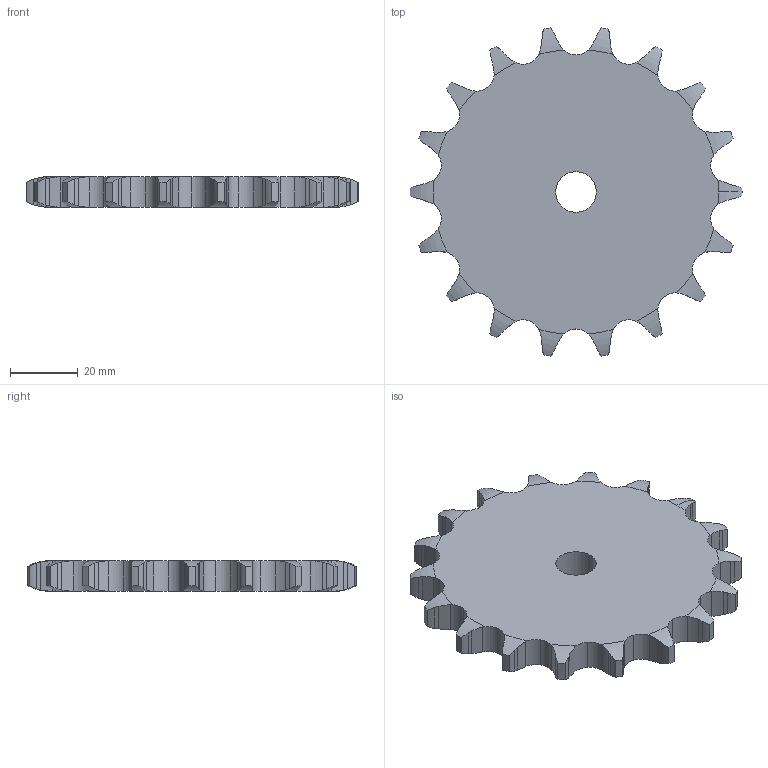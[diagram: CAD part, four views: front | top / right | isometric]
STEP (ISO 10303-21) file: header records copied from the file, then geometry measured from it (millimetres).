
FILE_DESCRIPTION(('FreeCAD Model'),'2;1');
FILE_NAME('Open CASCADE Shape Model','2022-03-13T09:04:24',('FreeCAD'),( 'FreeCAD'),'Open CASCADE STEP processor 7.5','FreeCAD','Unknown');
FILE_SCHEMA(('AUTOMOTIVE_DESIGN { 1 0 10303 214 1 1 1 1 }'));
Length unit declared in the file: millimetre
Products named in the file (1): Open CASCADE STEP translator 7.5 11
Bounding box: 98.3 x 97.15 x 9.1 mm (x, y, z)
Volume: 53385.8 mm3; surface area: 15956.2 mm2
Topology: 1 solids, 1 shells, 204 faces, 604 edges, 402 vertices
Faces by surface type: cylinder 128, plane 38, torus 38
Full cylindrical faces by diameter (mm): 12 x1
Entity records: 18164 total; most frequent: CARTESIAN_POINT 7957, DIRECTION 1398, ORIENTED_EDGE 1208, PCURVE 1208, DEFINITIONAL_REPRESENTATION 1208, B_SPLINE_CURVE_WITH_KNOTS 864, LINE 684, VECTOR 684
